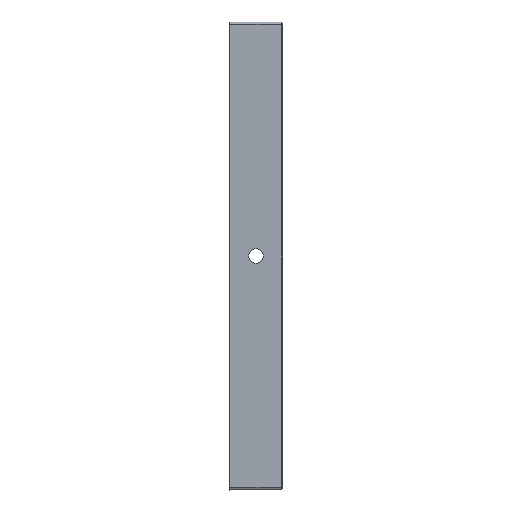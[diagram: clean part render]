
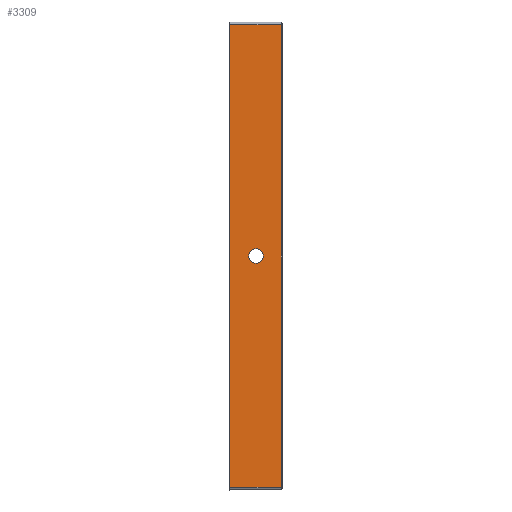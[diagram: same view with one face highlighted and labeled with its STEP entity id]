
A CAD part, front view. The second image highlights one B-rep face of the part: STEP entity #3309.
In plain terms, the highlighted planar face has unit normal (0, -1, 0).
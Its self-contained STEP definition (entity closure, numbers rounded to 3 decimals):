
#75=FACE_BOUND('',#376,.T.);
#92=PLANE('',#3630);
#184=FACE_OUTER_BOUND('',#375,.T.);
#375=EDGE_LOOP('',(#2509,#2510,#2511,#2512));
#376=EDGE_LOOP('',(#2513));
#605=LINE('',#5141,#929);
#679=LINE('',#5408,#1003);
#683=LINE('',#5418,#1007);
#685=LINE('',#5421,#1009);
#929=VECTOR('',#4043,10.);
#1003=VECTOR('',#4267,10.);
#1007=VECTOR('',#4279,10.);
#1009=VECTOR('',#4283,10.);
#1189=CIRCLE('',#3485,2.7);
#1349=VERTEX_POINT('',#4884);
#1472=VERTEX_POINT('',#5137);
#1474=VERTEX_POINT('',#5140);
#1591=VERTEX_POINT('',#5402);
#1592=VERTEX_POINT('',#5406);
#1678=EDGE_CURVE('',#1349,#1349,#1189,.T.);
#1804=EDGE_CURVE('',#1472,#1474,#605,.T.);
#1940=EDGE_CURVE('',#1592,#1591,#679,.T.);
#1945=EDGE_CURVE('',#1591,#1472,#683,.T.);
#1947=EDGE_CURVE('',#1474,#1592,#685,.T.);
#2509=ORIENTED_EDGE('',*,*,#1940,.F.);
#2510=ORIENTED_EDGE('',*,*,#1947,.F.);
#2511=ORIENTED_EDGE('',*,*,#1804,.F.);
#2512=ORIENTED_EDGE('',*,*,#1945,.F.);
#2513=ORIENTED_EDGE('',*,*,#1678,.T.);
#3309=ADVANCED_FACE('',(#184,#75),#92,.F.);
#3485=AXIS2_PLACEMENT_3D('',#4886,#3847,#3848);
#3630=AXIS2_PLACEMENT_3D('',#5420,#4281,#4282);
#3847=DIRECTION('center_axis',(0.,1.,0.));
#3848=DIRECTION('ref_axis',(-1.,0.,0.));
#4043=DIRECTION('',(0.,0.,1.));
#4267=DIRECTION('',(0.,0.,-1.));
#4279=DIRECTION('',(-1.,0.,0.));
#4281=DIRECTION('center_axis',(0.,1.,0.));
#4282=DIRECTION('ref_axis',(0.,0.,-1.));
#4283=DIRECTION('',(1.,0.,0.));
#4884=CARTESIAN_POINT('',(305.3,139.344,-88.17));
#4886=CARTESIAN_POINT('Origin',(302.6,139.344,-88.17));
#5137=CARTESIAN_POINT('',(292.6,139.344,-175.67));
#5140=CARTESIAN_POINT('',(292.6,139.344,-0.67));
#5141=CARTESIAN_POINT('',(292.6,139.344,39.43));
#5402=CARTESIAN_POINT('',(312.2,139.344,-175.67));
#5406=CARTESIAN_POINT('',(312.2,139.344,-0.67));
#5408=CARTESIAN_POINT('',(312.2,139.344,-67.62));
#5418=CARTESIAN_POINT('',(312.6,139.344,-175.67));
#5420=CARTESIAN_POINT('Origin',(312.6,139.344,-0.07));
#5421=CARTESIAN_POINT('',(312.6,139.344,-0.67));
